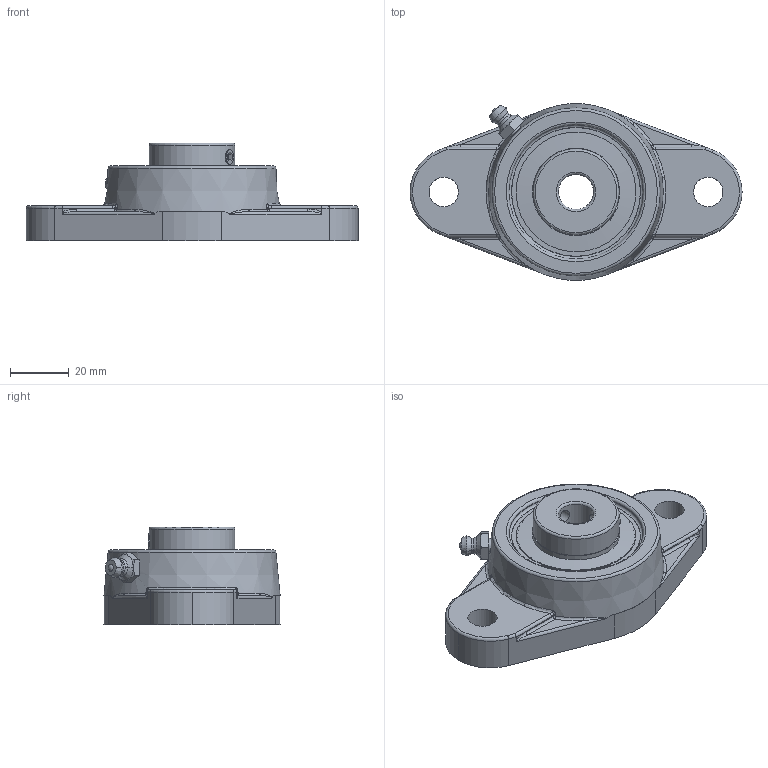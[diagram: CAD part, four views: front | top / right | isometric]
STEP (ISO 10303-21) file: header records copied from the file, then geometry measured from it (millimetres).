
FILE_DESCRIPTION(('HOOPS Exchange Step'),'2;1');
FILE_NAME('export-0376484B-7EA0-4372-A097-67ACD6798865.stp','2019-12-13T09:23:35-08:00',('ibuslach'),('Alibre'),'HOOPS Exchange 2019.2','Alibre','Unknown authorisation');
FILE_SCHEMA( ('AP242_MANAGED_MODEL_BASED_3D_ENGINEERING_MIM_LF {1 0 10303 442 1 1 4 }') );
Length unit declared in the file: centimetre
Products named in the file (7): SUC 201 RACES; SUC 201 SHIELD; SUC 201 SS; MRN SUC 201; MRN SFT 204; UCP ZERK 5mm; MRN SUCFT 201
Assembly tree (8 placements, depth 3):
  MRN SUCFT 201
    MRN SUC 201
      SUC 201 RACES
      SUC 201 SHIELD  x2
      SUC 201 SS  x2
    MRN SFT 204
    UCP ZERK 5mm
Bounding box: 113 x 60.15 x 33.3 mm (x, y, z)
Volume: 70428.2 mm3; surface area: 30268.7 mm2
Topology: 8 solids, 8 shells, 195 faces, 497 edges, 311 vertices
Faces by surface type: plane 62, cylinder 56, bspline 24, torus 23, cone 17, sphere 13
Full cylindrical faces by diameter (mm): 1.502 x2, 4.917 x4, 5 x2, 10 x2, 12 x1, 29.21 x3, 29.718 x2, 40 x1, 40.792 x2, 45.72 x1, 48.895 x1
Entity records: 14945 total; most frequent: CARTESIAN_POINT 10542, DIRECTION 907, ORIENTED_EDGE 884, EDGE_CURVE 442, AXIS2_PLACEMENT_3D 383, VERTEX_POINT 280, EDGE_LOOP 202, FACE_BOUND 202
